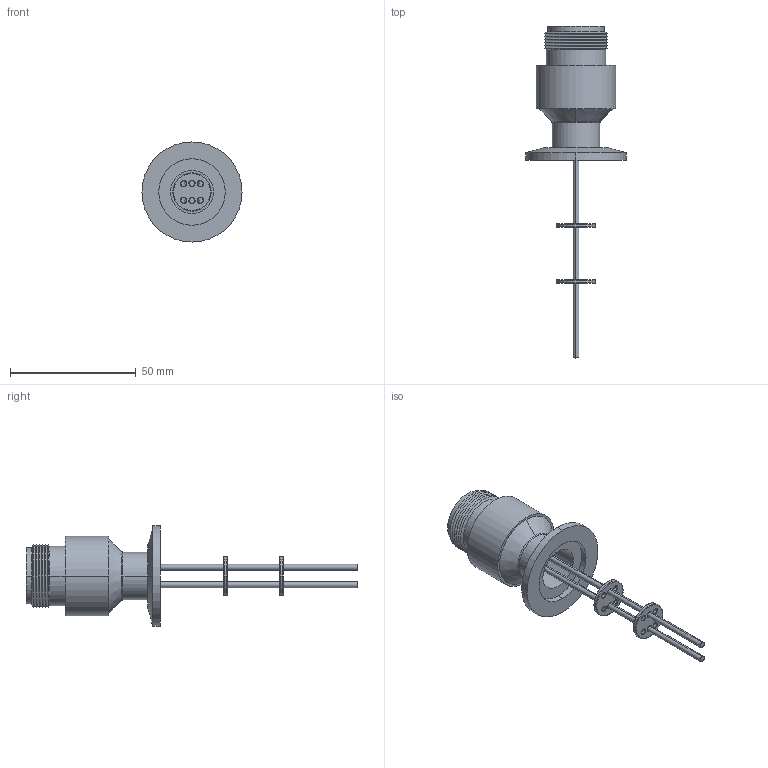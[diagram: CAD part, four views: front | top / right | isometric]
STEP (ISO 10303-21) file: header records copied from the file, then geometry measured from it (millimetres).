
FILE_DESCRIPTION (( 'STEP AP203' ), '1' );
FILE_NAME ('A3991-3-QF.STEP', '2013-05-03T11:56:46', ( '' ), ( '' ), 'SwSTEP 2.0', 'SolidWorks 2012', '' );
FILE_SCHEMA (( 'CONFIG_CONTROL_DESIGN' ));
Length unit declared in the file: inch
Products named in the file (1): A3991-3-QF
Bounding box: 39.88 x 132.19 x 39.88 mm (x, y, z)
Volume: 15666.6 mm3; surface area: 16779.1 mm2
Topology: 1 solids, 1 shells, 222 faces, 544 edges, 343 vertices
Faces by surface type: cone 94, cylinder 76, plane 36, torus 16
Entity records: 6753 total; most frequent: DIRECTION 1317, CARTESIAN_POINT 1127, ORIENTED_EDGE 1080, AXIS2_PLACEMENT_3D 561, EDGE_CURVE 540, VERTEX_POINT 343, CIRCLE 338, EDGE_LOOP 265
